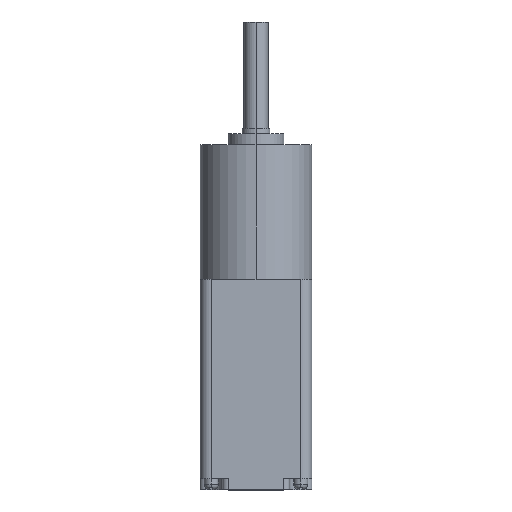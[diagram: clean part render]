
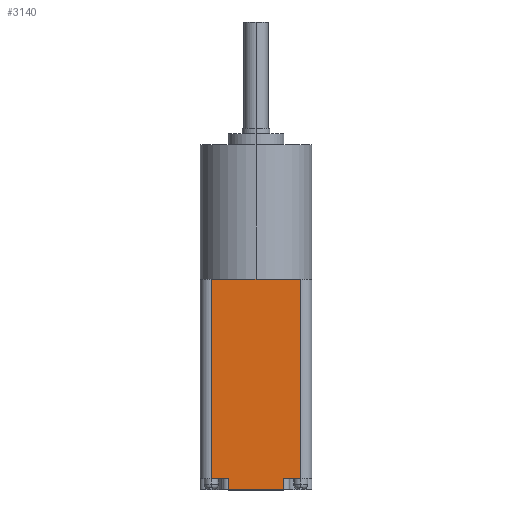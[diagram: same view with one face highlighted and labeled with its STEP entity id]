
A CAD part, top view. The second image highlights one B-rep face of the part: STEP entity #3140.
In plain terms, the highlighted planar face has unit normal (0, 0, 1).
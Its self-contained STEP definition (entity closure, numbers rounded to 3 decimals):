
#42 = VERTEX_POINT ( 'NONE', #210 ) ;
#63 = CARTESIAN_POINT ( 'NONE',  ( -10.405, 37.7, 18.127 ) ) ;
#100 = ORIENTED_EDGE ( 'NONE', *, *, #4432, .F. ) ;
#104 = DIRECTION ( 'NONE',  ( 1., 0., 0. ) ) ;
#154 = ORIENTED_EDGE ( 'NONE', *, *, #3118, .T. ) ;
#210 = CARTESIAN_POINT ( 'NONE',  ( -10.405, 2., 18.127 ) ) ;
#326 = VERTEX_POINT ( 'NONE', #829 ) ;
#375 = VERTEX_POINT ( 'NONE', #624 ) ;
#426 = DIRECTION ( 'NONE',  ( 0., 1., 0. ) ) ;
#540 = VERTEX_POINT ( 'NONE', #1572 ) ;
#554 = ORIENTED_EDGE ( 'NONE', *, *, #4066, .F. ) ;
#624 = CARTESIAN_POINT ( 'NONE',  ( -23.405, 37.7, 18.127 ) ) ;
#761 = DIRECTION ( 'NONE',  ( 0., 1., 0. ) ) ;
#763 = VERTEX_POINT ( 'NONE', #2905 ) ;
#764 = ORIENTED_EDGE ( 'NONE', *, *, #3136, .T. ) ;
#829 = CARTESIAN_POINT ( 'NONE',  ( -20.405, 0., 18.127 ) ) ;
#869 = EDGE_CURVE ( 'NONE', #375, #931, #3488, .T. ) ;
#873 = ORIENTED_EDGE ( 'NONE', *, *, #2291, .T. ) ;
#931 = VERTEX_POINT ( 'NONE', #3487 ) ;
#949 = VECTOR ( 'NONE', #426, 1000. ) ;
#1060 = LINE ( 'NONE', #3548, #2945 ) ;
#1093 = ORIENTED_EDGE ( 'NONE', *, *, #2573, .T. ) ;
#1131 = CARTESIAN_POINT ( 'NONE',  ( -25.405, 37.7, 18.127 ) ) ;
#1268 = ORIENTED_EDGE ( 'NONE', *, *, #4217, .F. ) ;
#1344 = EDGE_CURVE ( 'NONE', #375, #2283, #2529, .T. ) ;
#1490 = DIRECTION ( 'NONE',  ( -1., 0., 0. ) ) ;
#1572 = CARTESIAN_POINT ( 'NONE',  ( -7.405, 2., 18.127 ) ) ;
#1599 = CARTESIAN_POINT ( 'NONE',  ( -20.405, 37.7, 18.127 ) ) ;
#1770 = VECTOR ( 'NONE', #2726, 1000. ) ;
#1818 = VECTOR ( 'NONE', #3896, 1000. ) ;
#2022 = CARTESIAN_POINT ( 'NONE',  ( -7.405, 37.7, 18.127 ) ) ;
#2047 = LINE ( 'NONE', #2217, #3761 ) ;
#2217 = CARTESIAN_POINT ( 'NONE',  ( -25.405, 37.7, 18.127 ) ) ;
#2283 = VERTEX_POINT ( 'NONE', #3144 ) ;
#2291 = EDGE_CURVE ( 'NONE', #326, #4297, #3309, .T. ) ;
#2397 = VECTOR ( 'NONE', #3680, 1000. ) ;
#2529 = LINE ( 'NONE', #2900, #2816 ) ;
#2541 = PLANE ( 'NONE',  #2943 ) ;
#2573 = EDGE_CURVE ( 'NONE', #763, #326, #4129, .T. ) ;
#2648 = VECTOR ( 'NONE', #3401, 1000. ) ;
#2726 = DIRECTION ( 'NONE',  ( -1., 0., 0. ) ) ;
#2746 = EDGE_LOOP ( 'NONE', ( #1268, #1093, #873, #764, #554, #154, #100, #3950, #3845 ) ) ;
#2816 = VECTOR ( 'NONE', #104, 1000. ) ;
#2900 = CARTESIAN_POINT ( 'NONE',  ( -25.405, 37.7, 18.127 ) ) ;
#2905 = CARTESIAN_POINT ( 'NONE',  ( -20.405, 2., 18.127 ) ) ;
#2943 = AXIS2_PLACEMENT_3D ( 'NONE', #1131, #3565, #1490 ) ;
#2945 = VECTOR ( 'NONE', #761, 1000. ) ;
#3117 = CARTESIAN_POINT ( 'NONE',  ( -10.405, 0., 18.127 ) ) ;
#3118 = EDGE_CURVE ( 'NONE', #540, #4216, #1060, .T. ) ;
#3136 = EDGE_CURVE ( 'NONE', #4297, #42, #3723, .T. ) ;
#3140 = ADVANCED_FACE ( 'NONE', ( #3623 ), #2541, .F. ) ;
#3144 = CARTESIAN_POINT ( 'NONE',  ( -15.405, 37.7, 18.127 ) ) ;
#3309 = LINE ( 'NONE', #3647, #2397 ) ;
#3394 = CARTESIAN_POINT ( 'NONE',  ( -23.405, 37.7, 18.127 ) ) ;
#3401 = DIRECTION ( 'NONE',  ( 0., -1., 0. ) ) ;
#3487 = CARTESIAN_POINT ( 'NONE',  ( -23.405, 2., 18.127 ) ) ;
#3488 = LINE ( 'NONE', #3394, #2648 ) ;
#3548 = CARTESIAN_POINT ( 'NONE',  ( -7.405, 37.7, 18.127 ) ) ;
#3565 = DIRECTION ( 'NONE',  ( 0., 0., -1. ) ) ;
#3623 = FACE_OUTER_BOUND ( 'NONE', #2746, .T. ) ;
#3647 = CARTESIAN_POINT ( 'NONE',  ( -25.405, 0., 18.127 ) ) ;
#3680 = DIRECTION ( 'NONE',  ( 1., 0., 0. ) ) ;
#3701 = DIRECTION ( 'NONE',  ( 0., -1., 0. ) ) ;
#3713 = LINE ( 'NONE', #4359, #1770 ) ;
#3723 = LINE ( 'NONE', #63, #949 ) ;
#3761 = VECTOR ( 'NONE', #4233, 1000. ) ;
#3764 = LINE ( 'NONE', #4228, #1818 ) ;
#3845 = ORIENTED_EDGE ( 'NONE', *, *, #869, .T. ) ;
#3896 = DIRECTION ( 'NONE',  ( -1., 0., 0. ) ) ;
#3950 = ORIENTED_EDGE ( 'NONE', *, *, #1344, .F. ) ;
#4021 = VECTOR ( 'NONE', #3701, 1000. ) ;
#4066 = EDGE_CURVE ( 'NONE', #540, #42, #3764, .T. ) ;
#4129 = LINE ( 'NONE', #1599, #4021 ) ;
#4216 = VERTEX_POINT ( 'NONE', #2022 ) ;
#4217 = EDGE_CURVE ( 'NONE', #763, #931, #3713, .T. ) ;
#4228 = CARTESIAN_POINT ( 'NONE',  ( -5.405, 2., 18.127 ) ) ;
#4233 = DIRECTION ( 'NONE',  ( 1., 0., 0. ) ) ;
#4297 = VERTEX_POINT ( 'NONE', #3117 ) ;
#4359 = CARTESIAN_POINT ( 'NONE',  ( -25.405, 2., 18.127 ) ) ;
#4432 = EDGE_CURVE ( 'NONE', #2283, #4216, #2047, .T. ) ;
